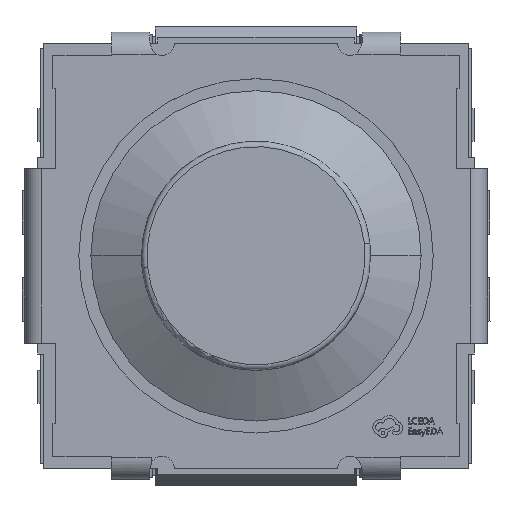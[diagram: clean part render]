
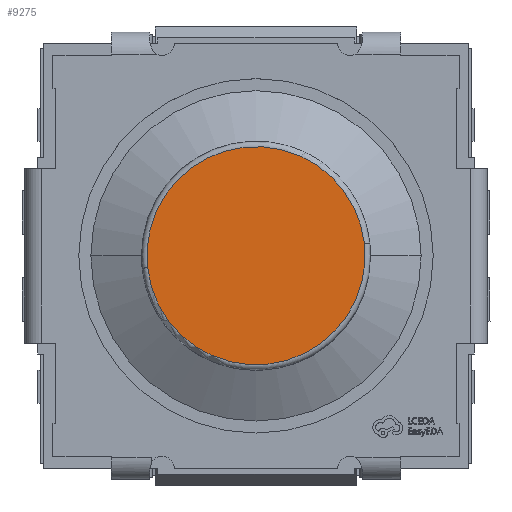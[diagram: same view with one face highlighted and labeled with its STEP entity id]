
A CAD part, top view. The second image highlights one B-rep face of the part: STEP entity #9275.
In plain terms, the highlighted planar face has unit normal (0, 0, 1).
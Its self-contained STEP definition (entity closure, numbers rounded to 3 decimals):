
#2405 = ORIENTED_EDGE ( 'NONE', *, *, #6820, .F. ) ;
#2565 = DIRECTION ( 'NONE',  ( 0., 0., 1. ) ) ;
#2790 = DIRECTION ( 'NONE',  ( 0.994, 0.11, 0. ) ) ;
#3751 = ORIENTED_EDGE ( 'NONE', *, *, #5539, .F. ) ;
#5539 = EDGE_CURVE ( 'NONE', #7171, #9043, #23122, .T. ) ;
#6814 = CARTESIAN_POINT ( 'NONE',  ( 0., 0., 3.95 ) ) ;
#6820 = EDGE_CURVE ( 'NONE', #9043, #7171, #17755, .T. ) ;
#7171 = VERTEX_POINT ( 'NONE', #14226 ) ;
#9043 = VERTEX_POINT ( 'NONE', #12033 ) ;
#9275 = ADVANCED_FACE ( 'NONE', ( #13348 ), #20801, .T. ) ;
#9953 = DIRECTION ( 'NONE',  ( 0.994, 0.11, 0. ) ) ;
#11542 = DIRECTION ( 'NONE',  ( 0., 0., -1. ) ) ;
#12033 = CARTESIAN_POINT ( 'NONE',  ( 1.988, 0.219, 3.95 ) ) ;
#13348 = FACE_OUTER_BOUND ( 'NONE', #15314, .T. ) ;
#14226 = CARTESIAN_POINT ( 'NONE',  ( -1.988, -0.219, 3.95 ) ) ;
#15314 = EDGE_LOOP ( 'NONE', ( #2405, #3751 ) ) ;
#15451 = CARTESIAN_POINT ( 'NONE',  ( 2.02, -2., 3.95 ) ) ;
#15510 = AXIS2_PLACEMENT_3D ( 'NONE', #15451, #2565, #17392 ) ;
#16964 = AXIS2_PLACEMENT_3D ( 'NONE', #21049, #11542, #9953 ) ;
#17392 = DIRECTION ( 'NONE',  ( 0., 1., 0. ) ) ;
#17755 = CIRCLE ( 'NONE', #16964, 2. ) ;
#19652 = DIRECTION ( 'NONE',  ( 0., 0., -1. ) ) ;
#20755 = AXIS2_PLACEMENT_3D ( 'NONE', #6814, #19652, #2790 ) ;
#20801 = PLANE ( 'NONE',  #15510 ) ;
#21049 = CARTESIAN_POINT ( 'NONE',  ( 0., 0., 3.95 ) ) ;
#23122 = CIRCLE ( 'NONE', #20755, 2. ) ;
